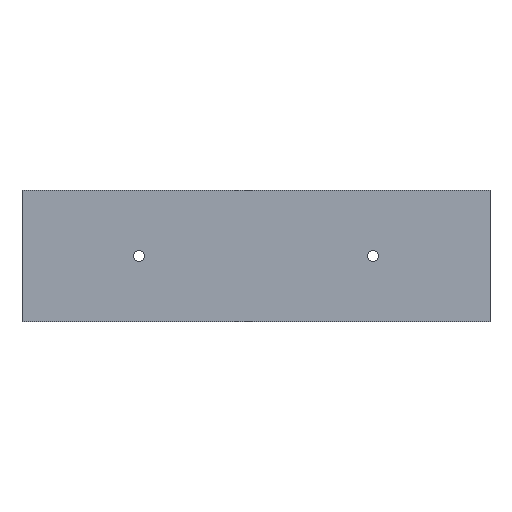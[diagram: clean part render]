
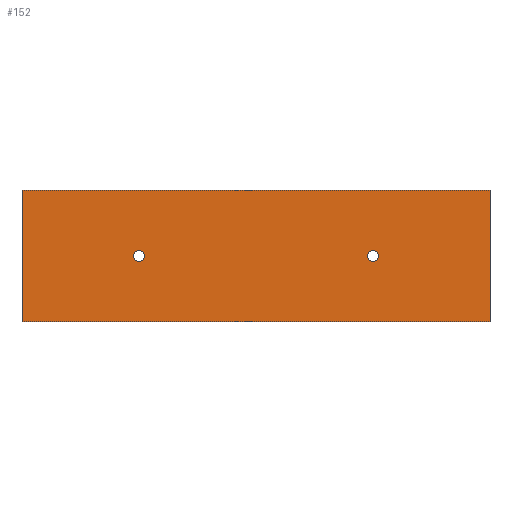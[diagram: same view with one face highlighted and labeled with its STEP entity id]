
A CAD part, top view. The second image highlights one B-rep face of the part: STEP entity #152.
In plain terms, the highlighted planar face has unit normal (0, 0, 1).
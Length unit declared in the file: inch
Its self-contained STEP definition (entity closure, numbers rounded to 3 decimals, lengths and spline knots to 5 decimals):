
#22=LINE('',#231,#35);
#25=LINE('',#237,#38);
#28=LINE('',#243,#41);
#31=LINE('',#247,#44);
#35=VECTOR('',#192,0.3937);
#38=VECTOR('',#197,0.3937);
#41=VECTOR('',#202,0.3937);
#44=VECTOR('',#207,0.3937);
#50=PLANE('',#172);
#54=FACE_BOUND('',#75,.T.);
#55=FACE_BOUND('',#76,.T.);
#64=FACE_OUTER_BOUND('',#74,.T.);
#74=EDGE_LOOP('',(#132,#133,#134,#135));
#75=EDGE_LOOP('',(#136));
#76=EDGE_LOOP('',(#137));
#81=CIRCLE('',#164,0.064);
#83=CIRCLE('',#167,0.064);
#85=VERTEX_POINT('',#217);
#87=VERTEX_POINT('',#222);
#90=VERTEX_POINT('',#228);
#91=VERTEX_POINT('',#230);
#93=VERTEX_POINT('',#236);
#95=VERTEX_POINT('',#242);
#97=EDGE_CURVE('',#85,#85,#81,.T.);
#99=EDGE_CURVE('',#87,#87,#83,.T.);
#102=EDGE_CURVE('',#91,#90,#22,.T.);
#105=EDGE_CURVE('',#93,#91,#25,.T.);
#108=EDGE_CURVE('',#95,#93,#28,.T.);
#111=EDGE_CURVE('',#90,#95,#31,.T.);
#132=ORIENTED_EDGE('',*,*,#111,.T.);
#133=ORIENTED_EDGE('',*,*,#108,.T.);
#134=ORIENTED_EDGE('',*,*,#105,.T.);
#135=ORIENTED_EDGE('',*,*,#102,.T.);
#136=ORIENTED_EDGE('',*,*,#97,.T.);
#137=ORIENTED_EDGE('',*,*,#99,.T.);
#152=ADVANCED_FACE('',(#64,#54,#55),#50,.T.);
#164=AXIS2_PLACEMENT_3D('',#218,#180,#181);
#167=AXIS2_PLACEMENT_3D('',#223,#186,#187);
#172=AXIS2_PLACEMENT_3D('',#248,#208,#209);
#180=DIRECTION('center_axis',(0.,0.,-1.));
#181=DIRECTION('ref_axis',(1.,0.,0.));
#186=DIRECTION('center_axis',(0.,0.,-1.));
#187=DIRECTION('ref_axis',(1.,0.,0.));
#192=DIRECTION('',(0.,-1.,0.));
#197=DIRECTION('',(-1.,0.,0.));
#202=DIRECTION('',(0.,1.,0.));
#207=DIRECTION('',(1.,0.,0.));
#208=DIRECTION('center_axis',(0.,0.,1.));
#209=DIRECTION('ref_axis',(1.,0.,0.));
#217=CARTESIAN_POINT('',(-1.267,0.,0.375));
#218=CARTESIAN_POINT('Origin',(-1.331,0.,0.375));
#222=CARTESIAN_POINT('',(1.395,0.,0.375));
#223=CARTESIAN_POINT('Origin',(1.331,0.,0.375));
#228=CARTESIAN_POINT('',(-2.663,-0.75,0.375));
#230=CARTESIAN_POINT('',(-2.663,0.75,0.375));
#231=CARTESIAN_POINT('',(-2.663,0.75,0.375));
#236=CARTESIAN_POINT('',(2.663,0.75,0.375));
#237=CARTESIAN_POINT('',(2.663,0.75,0.375));
#242=CARTESIAN_POINT('',(2.663,-0.75,0.375));
#243=CARTESIAN_POINT('',(2.663,-0.75,0.375));
#247=CARTESIAN_POINT('',(-2.663,-0.75,0.375));
#248=CARTESIAN_POINT('Origin',(0.,0.,0.375));
